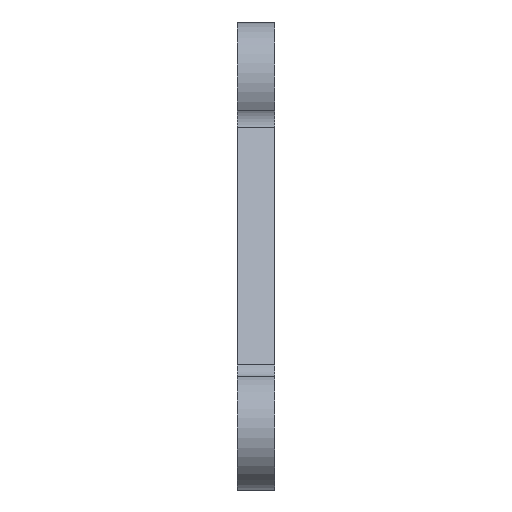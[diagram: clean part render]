
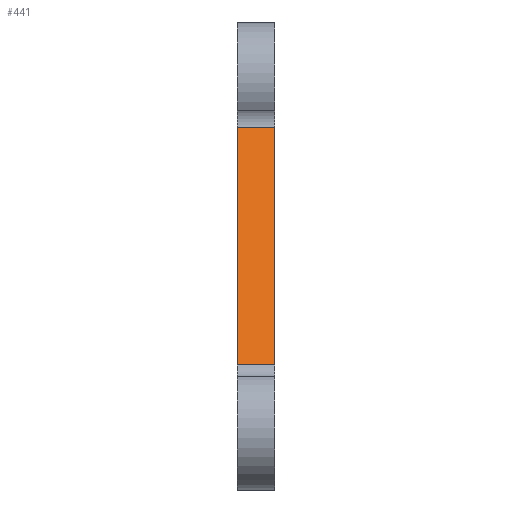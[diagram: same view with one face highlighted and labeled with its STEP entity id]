
A CAD part, front view. The second image highlights one B-rep face of the part: STEP entity #441.
In plain terms, the highlighted planar face has unit normal (0, -0.937, 0.35).
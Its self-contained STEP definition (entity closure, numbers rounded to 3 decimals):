
#389=CARTESIAN_POINT('Vertex',(105.,320.947,6.648)) ;
#392=CARTESIAN_POINT('Line Origine',(106.,320.947,6.648)) ;
#396=CARTESIAN_POINT('Vertex',(107.,320.947,6.648)) ;
#411=CARTESIAN_POINT('Axis2P3D Location',(105.,316.227,-6.001)) ;
#416=CARTESIAN_POINT('Line Origine',(105.,318.587,0.324)) ;
#420=CARTESIAN_POINT('Vertex',(105.,316.227,-6.001)) ;
#423=CARTESIAN_POINT('Line Origine',(106.,316.227,-6.001)) ;
#427=CARTESIAN_POINT('Vertex',(107.,316.227,-6.001)) ;
#430=CARTESIAN_POINT('Line Origine',(107.,318.587,0.324)) ;
#393=DIRECTION('Vector Direction',(1.,0.,0.)) ;
#412=DIRECTION('Axis2P3D Direction',(0.,0.937,-0.35)) ;
#413=DIRECTION('Axis2P3D XDirection',(0.,0.35,0.937)) ;
#417=DIRECTION('Vector Direction',(0.,0.35,0.937)) ;
#424=DIRECTION('Vector Direction',(1.,0.,0.)) ;
#431=DIRECTION('Vector Direction',(0.,0.35,0.937)) ;
#414=AXIS2_PLACEMENT_3D('Plane Axis2P3D',#411,#412,#413) ;
#436=ORIENTED_EDGE('',*,*,#398,.F.) ;
#437=ORIENTED_EDGE('',*,*,#422,.T.) ;
#438=ORIENTED_EDGE('',*,*,#429,.T.) ;
#439=ORIENTED_EDGE('',*,*,#434,.F.) ;
#394=VECTOR('Line Direction',#393,1.) ;
#418=VECTOR('Line Direction',#417,1.) ;
#425=VECTOR('Line Direction',#424,1.) ;
#432=VECTOR('Line Direction',#431,1.) ;
#441=ADVANCED_FACE('Link 2',(#440),#415,.F.) ;
#398=EDGE_CURVE('',#390,#397,#395,.T.) ;
#422=EDGE_CURVE('',#390,#421,#419,.F.) ;
#429=EDGE_CURVE('',#421,#428,#426,.T.) ;
#434=EDGE_CURVE('',#397,#428,#433,.F.) ;
#435=EDGE_LOOP('',(#436,#437,#438,#439)) ;
#440=FACE_OUTER_BOUND('',#435,.T.) ;
#395=LINE('Line',#392,#394) ;
#419=LINE('Line',#416,#418) ;
#426=LINE('Line',#423,#425) ;
#433=LINE('Line',#430,#432) ;
#415=PLANE('Plane',#414) ;
#390=VERTEX_POINT('',#389) ;
#397=VERTEX_POINT('',#396) ;
#421=VERTEX_POINT('',#420) ;
#428=VERTEX_POINT('',#427) ;
